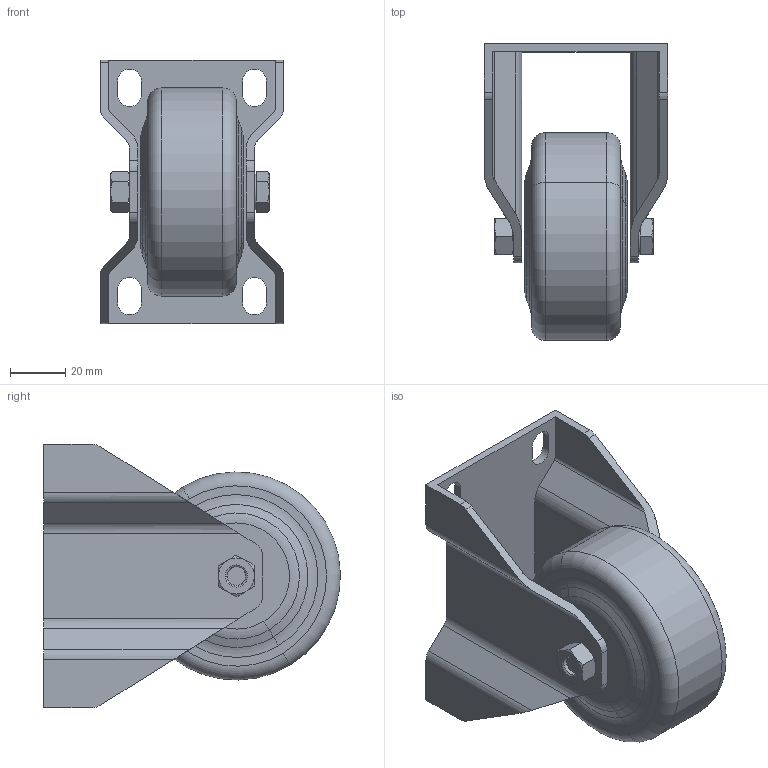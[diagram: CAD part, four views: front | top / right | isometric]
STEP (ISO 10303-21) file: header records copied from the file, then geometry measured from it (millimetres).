
FILE_DESCRIPTION (( 'STEP AP203' ), '1' );
FILE_NAME ('5.41.75F.STEP', '2014-06-25T06:41:13', ( 'USER' ), ( 'Microsoft' ), 'SwSTEP 2.0', 'SolidWorks 2012', '' );
FILE_SCHEMA (( 'CONFIG_CONTROL_DESIGN' ));
Length unit declared in the file: millimetre
Products named in the file (1): 5.41.75F
Bounding box: 66 x 106.99 x 95 mm (x, y, z)
Surface area: 49585.8 mm2 (no closed solid volume)
Topology: 0 solids, 6 shells, 125 faces, 336 edges, 220 vertices
Faces by surface type: plane 57, cylinder 38, cone 18, torus 12
Entity records: 4142 total; most frequent: CARTESIAN_POINT 928, DIRECTION 662, ORIENTED_EDGE 640, EDGE_CURVE 336, AXIS2_PLACEMENT_3D 246, VERTEX_POINT 220, VECTOR 170, LINE 170
